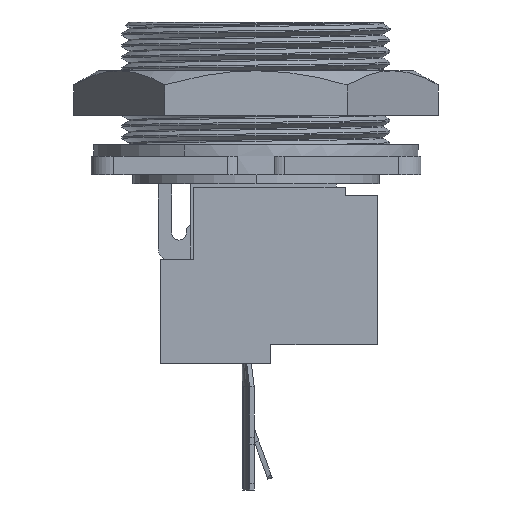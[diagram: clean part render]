
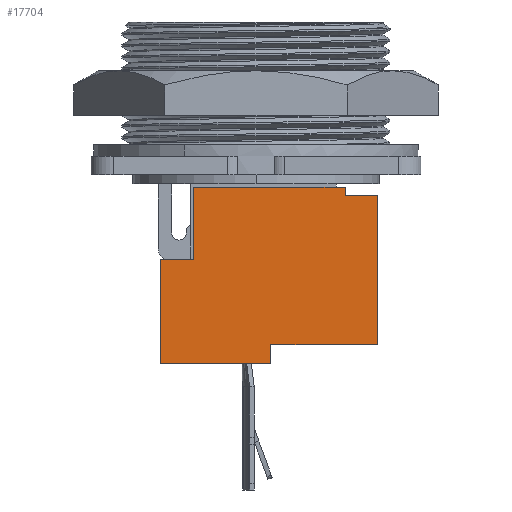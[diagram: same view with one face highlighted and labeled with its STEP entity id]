
A CAD part, left-side view. The second image highlights one B-rep face of the part: STEP entity #17704.
In plain terms, the highlighted planar face has unit normal (-1, 0, 0).
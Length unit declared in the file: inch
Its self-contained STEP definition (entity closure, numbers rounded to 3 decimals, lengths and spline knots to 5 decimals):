
#4173 = EDGE_LOOP ( 'NONE', ( #5513, #5499, #5492, #5500, #5475, #5474, #5485, #5463, #5495, #5497 ) ) ;
#4943 = FACE_OUTER_BOUND ( 'NONE', #4173, .T. ) ;
#4946 = AXIS2_PLACEMENT_3D ( 'NONE', #14069, #14071, #14073 ) ;
#5463 = ORIENTED_EDGE ( 'NONE', *, *, #17020, .T. ) ;
#5474 = ORIENTED_EDGE ( 'NONE', *, *, #16492, .T. ) ;
#5475 = ORIENTED_EDGE ( 'NONE', *, *, #16614, .T. ) ;
#5485 = ORIENTED_EDGE ( 'NONE', *, *, #16538, .T. ) ;
#5492 = ORIENTED_EDGE ( 'NONE', *, *, #16557, .T. ) ;
#5495 = ORIENTED_EDGE ( 'NONE', *, *, #16534, .T. ) ;
#5497 = ORIENTED_EDGE ( 'NONE', *, *, #16402, .T. ) ;
#5499 = ORIENTED_EDGE ( 'NONE', *, *, #16403, .T. ) ;
#5500 = ORIENTED_EDGE ( 'NONE', *, *, #16638, .T. ) ;
#5513 = ORIENTED_EDGE ( 'NONE', *, *, #16427, .T. ) ;
#14049 = VERTEX_POINT ( 'NONE', #17992 ) ;
#14063 = VERTEX_POINT ( 'NONE', #17995 ) ;
#14068 = PLANE ( 'NONE',  #4946 ) ;
#14069 = CARTESIAN_POINT ( 'NONE',  ( -0.36811, 0.41486, -0.82523 ) ) ;
#14071 = DIRECTION ( 'NONE',  ( -1., 0., 0. ) ) ;
#14073 = DIRECTION ( 'NONE',  ( 0., 0., -1. ) ) ;
#14235 = VERTEX_POINT ( 'NONE', #18033 ) ;
#14288 = VERTEX_POINT ( 'NONE', #18046 ) ;
#14393 = VERTEX_POINT ( 'NONE', #18065 ) ;
#14568 = VERTEX_POINT ( 'NONE', #18095 ) ;
#14625 = VERTEX_POINT ( 'NONE', #18103 ) ;
#14636 = VERTEX_POINT ( 'NONE', #18106 ) ;
#14667 = CARTESIAN_POINT ( 'NONE',  ( -0.36811, 0.27316, -0.05523 ) ) ;
#14715 = CARTESIAN_POINT ( 'NONE',  ( -0.36811, -0.3883, -0.05523 ) ) ;
#15577 = VECTOR ( 'NONE', #18463, 39.37008 ) ;
#15681 = VECTOR ( 'NONE', #19829, 39.37008 ) ;
#15728 = VECTOR ( 'NONE', #19741, 39.37008 ) ;
#15821 = VECTOR ( 'NONE', #19411, 39.37008 ) ;
#15841 = VECTOR ( 'NONE', #19335, 39.37008 ) ;
#15845 = VECTOR ( 'NONE', #19323, 39.37008 ) ;
#15910 = VECTOR ( 'NONE', #18945, 39.37008 ) ;
#15998 = VECTOR ( 'NONE', #18571, 39.37008 ) ;
#16002 = VECTOR ( 'NONE', #18460, 39.37008 ) ;
#16024 = VECTOR ( 'NONE', #21267, 39.37008 ) ;
#16402 = EDGE_CURVE ( 'NONE', #14288, #14049, #18458, .T. ) ;
#16403 = EDGE_CURVE ( 'NONE', #14568, #14625, #18461, .T. ) ;
#16427 = EDGE_CURVE ( 'NONE', #14049, #14568, #18569, .T. ) ;
#16492 = EDGE_CURVE ( 'NONE', #14235, #14063, #18943, .T. ) ;
#16534 = EDGE_CURVE ( 'NONE', #21803, #14288, #19321, .T. ) ;
#16538 = EDGE_CURVE ( 'NONE', #14063, #21835, #19333, .T. ) ;
#16557 = EDGE_CURVE ( 'NONE', #14625, #14393, #19409, .T. ) ;
#16614 = EDGE_CURVE ( 'NONE', #14636, #14235, #19739, .T. ) ;
#16638 = EDGE_CURVE ( 'NONE', #14393, #14636, #19827, .T. ) ;
#17020 = EDGE_CURVE ( 'NONE', #21835, #21803, #21265, .T. ) ;
#17704 = ADVANCED_FACE ( 'NONE', ( #4943 ), #14068, .T. ) ;
#17992 = CARTESIAN_POINT ( 'NONE',  ( -0.36811, 0.41486, -0.37023 ) ) ;
#17995 = CARTESIAN_POINT ( 'NONE',  ( -0.36811, -0.3883, -0.09223 ) ) ;
#18033 = CARTESIAN_POINT ( 'NONE',  ( -0.36811, -0.52806, -0.09223 ) ) ;
#18046 = CARTESIAN_POINT ( 'NONE',  ( -0.36811, 0.27316, -0.37023 ) ) ;
#18065 = CARTESIAN_POINT ( 'NONE',  ( -0.36811, -0.06514, -0.74179 ) ) ;
#18095 = CARTESIAN_POINT ( 'NONE',  ( -0.36811, 0.41486, -0.82523 ) ) ;
#18103 = CARTESIAN_POINT ( 'NONE',  ( -0.36811, -0.06514, -0.82523 ) ) ;
#18106 = CARTESIAN_POINT ( 'NONE',  ( -0.36811, -0.52806, -0.74179 ) ) ;
#18458 = LINE ( 'NONE', #18459, #16002 ) ;
#18459 = CARTESIAN_POINT ( 'NONE',  ( -0.36811, 0.27316, -0.37023 ) ) ;
#18460 = DIRECTION ( 'NONE',  ( 0., 1., 0. ) ) ;
#18461 = LINE ( 'NONE', #18462, #15577 ) ;
#18462 = CARTESIAN_POINT ( 'NONE',  ( -0.36811, 0.41486, -0.82523 ) ) ;
#18463 = DIRECTION ( 'NONE',  ( 0., -1., 0. ) ) ;
#18569 = LINE ( 'NONE', #18570, #15998 ) ;
#18570 = CARTESIAN_POINT ( 'NONE',  ( -0.36811, 0.41486, -0.37023 ) ) ;
#18571 = DIRECTION ( 'NONE',  ( 0., 0., -1. ) ) ;
#18943 = LINE ( 'NONE', #18944, #15910 ) ;
#18944 = CARTESIAN_POINT ( 'NONE',  ( -0.36811, -0.52806, -0.09223 ) ) ;
#18945 = DIRECTION ( 'NONE',  ( 0., 1., 0. ) ) ;
#19321 = LINE ( 'NONE', #19322, #15845 ) ;
#19322 = CARTESIAN_POINT ( 'NONE',  ( -0.36811, 0.27316, -0.05523 ) ) ;
#19323 = DIRECTION ( 'NONE',  ( 0., 0., -1. ) ) ;
#19333 = LINE ( 'NONE', #19334, #15841 ) ;
#19334 = CARTESIAN_POINT ( 'NONE',  ( -0.36811, -0.3883, -0.09223 ) ) ;
#19335 = DIRECTION ( 'NONE',  ( 0., 0., 1. ) ) ;
#19409 = LINE ( 'NONE', #19410, #15821 ) ;
#19410 = CARTESIAN_POINT ( 'NONE',  ( -0.36811, -0.06514, -0.82523 ) ) ;
#19411 = DIRECTION ( 'NONE',  ( 0., 0., 1. ) ) ;
#19739 = LINE ( 'NONE', #19740, #15728 ) ;
#19740 = CARTESIAN_POINT ( 'NONE',  ( -0.36811, -0.52806, -0.74179 ) ) ;
#19741 = DIRECTION ( 'NONE',  ( 0., 0., 1. ) ) ;
#19827 = LINE ( 'NONE', #19828, #15681 ) ;
#19828 = CARTESIAN_POINT ( 'NONE',  ( -0.36811, -0.06514, -0.74179 ) ) ;
#19829 = DIRECTION ( 'NONE',  ( 0., -1., 0. ) ) ;
#21265 = LINE ( 'NONE', #21266, #16024 ) ;
#21266 = CARTESIAN_POINT ( 'NONE',  ( -0.36811, -0.3883, -0.05523 ) ) ;
#21267 = DIRECTION ( 'NONE',  ( 0., 1., 0. ) ) ;
#21803 = VERTEX_POINT ( 'NONE', #14667 ) ;
#21835 = VERTEX_POINT ( 'NONE', #14715 ) ;
